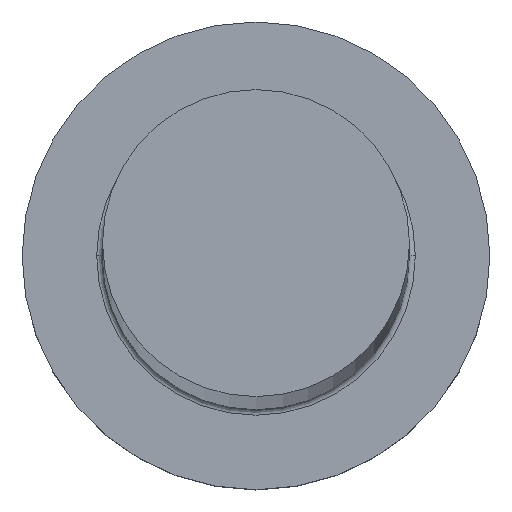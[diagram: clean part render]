
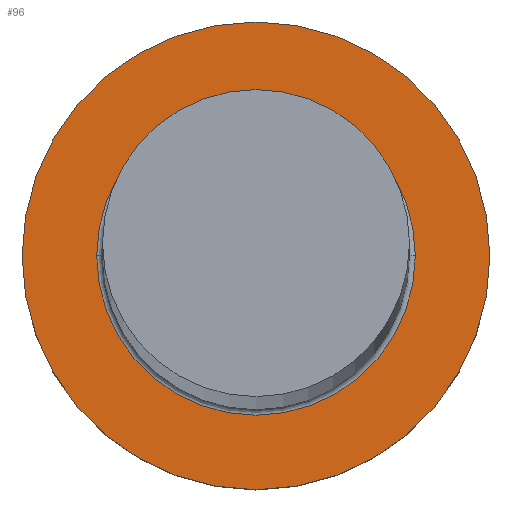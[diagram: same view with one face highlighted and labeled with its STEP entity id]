
A CAD part, top view. The second image highlights one B-rep face of the part: STEP entity #96.
In plain terms, the highlighted planar face has unit normal (0, 0, 1).
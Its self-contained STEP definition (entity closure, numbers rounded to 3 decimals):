
#8 = CARTESIAN_POINT ( 'NONE',  ( 0., 0., 5. ) ) ;
#22 = PLANE ( 'NONE',  #266 ) ;
#23 = EDGE_LOOP ( 'NONE', ( #47, #79 ) ) ;
#33 = AXIS2_PLACEMENT_3D ( 'NONE', #255, #107, #105 ) ;
#35 = DIRECTION ( 'NONE',  ( 0., 0., -1. ) ) ;
#36 = CARTESIAN_POINT ( 'NONE',  ( 0., 0., 5. ) ) ;
#47 = ORIENTED_EDGE ( 'NONE', *, *, #230, .T. ) ;
#61 = CARTESIAN_POINT ( 'NONE',  ( -8., 0., 5. ) ) ;
#74 = FACE_OUTER_BOUND ( 'NONE', #217, .T. ) ;
#79 = ORIENTED_EDGE ( 'NONE', *, *, #187, .T. ) ;
#81 = DIRECTION ( 'NONE',  ( 1., 0., 0. ) ) ;
#83 = CARTESIAN_POINT ( 'NONE',  ( 5.45, 0., 5. ) ) ;
#92 = AXIS2_PLACEMENT_3D ( 'NONE', #158, #35, #81 ) ;
#96 = ADVANCED_FACE ( 'NONE', ( #148, #74 ), #22, .T. ) ;
#97 = VERTEX_POINT ( 'NONE', #124 ) ;
#105 = DIRECTION ( 'NONE',  ( 1., 0., 0. ) ) ;
#107 = DIRECTION ( 'NONE',  ( 0., 0., -1. ) ) ;
#118 = CARTESIAN_POINT ( 'NONE',  ( 0., 0., 5. ) ) ;
#119 = VERTEX_POINT ( 'NONE', #83 ) ;
#122 = CIRCLE ( 'NONE', #277, 8. ) ;
#124 = CARTESIAN_POINT ( 'NONE',  ( 8., 0., 5. ) ) ;
#135 = DIRECTION ( 'NONE',  ( 0., 0., 1. ) ) ;
#139 = VERTEX_POINT ( 'NONE', #206 ) ;
#148 = FACE_BOUND ( 'NONE', #23, .T. ) ;
#152 = ORIENTED_EDGE ( 'NONE', *, *, #224, .T. ) ;
#156 = DIRECTION ( 'NONE',  ( 1., 0., 0. ) ) ;
#158 = CARTESIAN_POINT ( 'NONE',  ( 0., 0., 5. ) ) ;
#180 = AXIS2_PLACEMENT_3D ( 'NONE', #8, #274, #156 ) ;
#186 = ORIENTED_EDGE ( 'NONE', *, *, #256, .T. ) ;
#187 = EDGE_CURVE ( 'NONE', #139, #119, #301, .T. ) ;
#206 = CARTESIAN_POINT ( 'NONE',  ( -5.45, 0., 5. ) ) ;
#217 = EDGE_LOOP ( 'NONE', ( #152, #186 ) ) ;
#222 = DIRECTION ( 'NONE',  ( 0., 0., 1. ) ) ;
#224 = EDGE_CURVE ( 'NONE', #305, #97, #252, .T. ) ;
#225 = CIRCLE ( 'NONE', #92, 5.45 ) ;
#230 = EDGE_CURVE ( 'NONE', #119, #139, #225, .T. ) ;
#235 = DIRECTION ( 'NONE',  ( 1., 0., 0. ) ) ;
#246 = DIRECTION ( 'NONE',  ( 1., 0., 0. ) ) ;
#252 = CIRCLE ( 'NONE', #180, 8. ) ;
#255 = CARTESIAN_POINT ( 'NONE',  ( 0., 0., 5. ) ) ;
#256 = EDGE_CURVE ( 'NONE', #97, #305, #122, .T. ) ;
#266 = AXIS2_PLACEMENT_3D ( 'NONE', #118, #222, #246 ) ;
#274 = DIRECTION ( 'NONE',  ( 0., 0., 1. ) ) ;
#277 = AXIS2_PLACEMENT_3D ( 'NONE', #36, #135, #235 ) ;
#301 = CIRCLE ( 'NONE', #33, 5.45 ) ;
#305 = VERTEX_POINT ( 'NONE', #61 ) ;
